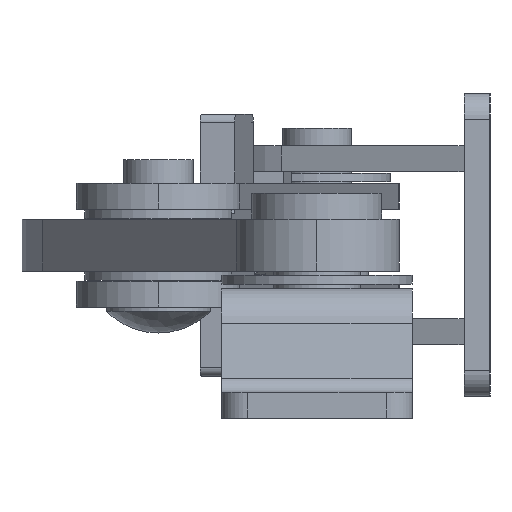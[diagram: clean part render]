
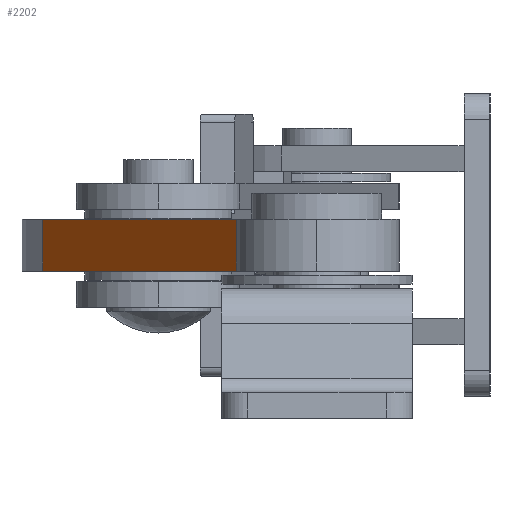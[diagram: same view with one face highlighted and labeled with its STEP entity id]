
A CAD part, left-side view. The second image highlights one B-rep face of the part: STEP entity #2202.
In plain terms, the highlighted planar face has unit normal (-0.187, 0.982, 0).
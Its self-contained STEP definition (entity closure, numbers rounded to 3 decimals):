
#2008 = VERTEX_POINT ( 'NONE', #6054 ) ;
#2010 = EDGE_CURVE ( 'NONE', #2008, #2068, #6053, .T. ) ;
#2068 = VERTEX_POINT ( 'NONE', #6198 ) ;
#2092 = VERTEX_POINT ( 'NONE', #6216 ) ;
#2094 = EDGE_CURVE ( 'NONE', #2095, #2092, #6215, .T. ) ;
#2095 = VERTEX_POINT ( 'NONE', #6211 ) ;
#2128 = EDGE_LOOP ( 'NONE', ( #2129, #2130, #2132, #2186 ) ) ;
#2129 = ORIENTED_EDGE ( 'NONE', *, *, #2094, .T. ) ;
#2130 = ORIENTED_EDGE ( 'NONE', *, *, #2131, .F. ) ;
#2131 = EDGE_CURVE ( 'NONE', #2068, #2092, #6280, .T. ) ;
#2132 = ORIENTED_EDGE ( 'NONE', *, *, #2010, .F. ) ;
#2186 = ORIENTED_EDGE ( 'NONE', *, *, #2199, .T. ) ;
#2199 = EDGE_CURVE ( 'NONE', #2008, #2095, #6381, .T. ) ;
#2202 = ADVANCED_FACE ( 'NONE', ( #6377 ), #6376, .F. ) ;
#6050 = DIRECTION ( 'NONE',  ( -0.982, -0.187, 0. ) ) ;
#6051 = VECTOR ( 'NONE', #6050, 1000. ) ;
#6052 = CARTESIAN_POINT ( 'NONE',  ( -83.57, 13.341, 3. ) ) ;
#6053 = LINE ( 'NONE', #6052, #6051 ) ;
#6054 = CARTESIAN_POINT ( 'NONE',  ( -83.57, 13.341, 3. ) ) ;
#6198 = CARTESIAN_POINT ( 'NONE',  ( -200.935, -8.974, 3. ) ) ;
#6211 = CARTESIAN_POINT ( 'NONE',  ( -83.57, 13.341, -3. ) ) ;
#6212 = DIRECTION ( 'NONE',  ( -0.982, -0.187, 0. ) ) ;
#6213 = VECTOR ( 'NONE', #6212, 1000. ) ;
#6214 = CARTESIAN_POINT ( 'NONE',  ( -83.57, 13.341, -3. ) ) ;
#6215 = LINE ( 'NONE', #6214, #6213 ) ;
#6216 = CARTESIAN_POINT ( 'NONE',  ( -200.935, -8.974, -3. ) ) ;
#6277 = DIRECTION ( 'NONE',  ( 0., 0., -1. ) ) ;
#6278 = VECTOR ( 'NONE', #6277, 1000. ) ;
#6279 = CARTESIAN_POINT ( 'NONE',  ( -200.935, -8.974, 3. ) ) ;
#6280 = LINE ( 'NONE', #6279, #6278 ) ;
#6371 = DIRECTION ( 'NONE',  ( 0.982, 0.187, 0. ) ) ;
#6372 = DIRECTION ( 'NONE',  ( 0.187, -0.982, 0. ) ) ;
#6373 = CARTESIAN_POINT ( 'NONE',  ( -83.57, 13.341, 3. ) ) ;
#6374 = AXIS2_PLACEMENT_3D ( 'NONE', #6373, #6372, #6371 ) ;
#6376 = PLANE ( 'NONE',  #6374 ) ;
#6377 = FACE_OUTER_BOUND ( 'NONE', #2128, .T. ) ;
#6378 = DIRECTION ( 'NONE',  ( 0., 0., -1. ) ) ;
#6379 = VECTOR ( 'NONE', #6378, 1000. ) ;
#6380 = CARTESIAN_POINT ( 'NONE',  ( -83.57, 13.341, 3. ) ) ;
#6381 = LINE ( 'NONE', #6380, #6379 ) ;
